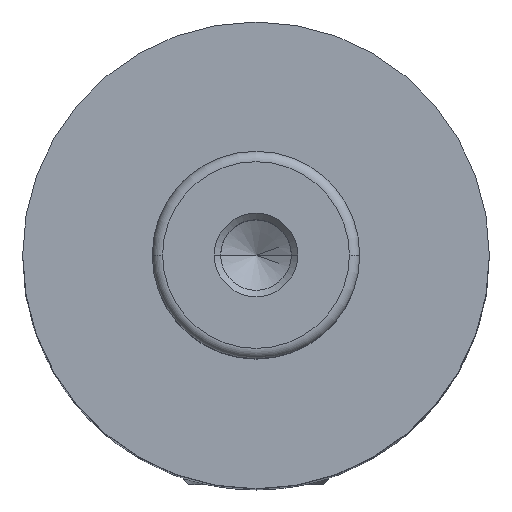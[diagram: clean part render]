
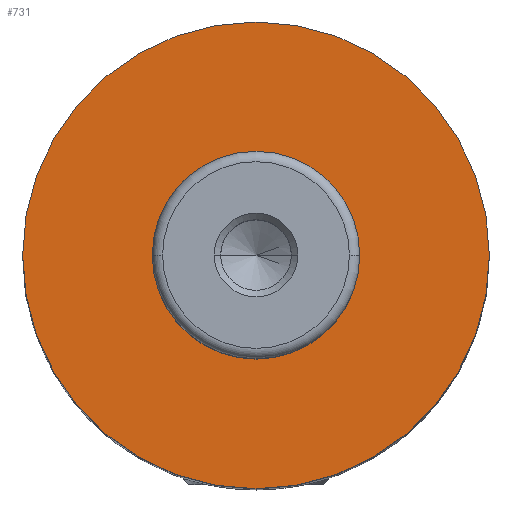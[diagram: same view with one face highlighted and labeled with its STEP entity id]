
A CAD part, top view. The second image highlights one B-rep face of the part: STEP entity #731.
In plain terms, the highlighted planar face has unit normal (0, 0, 1).
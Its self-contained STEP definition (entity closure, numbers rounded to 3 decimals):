
#37 = DIRECTION ( 'NONE',  ( 0., 0., 1. ) ) ;
#40 = AXIS2_PLACEMENT_3D ( 'NONE', #1107, #332, #1232 ) ;
#50 = EDGE_CURVE ( 'NONE', #958, #564, #1478, .T. ) ;
#53 = CARTESIAN_POINT ( 'NONE',  ( -22.5, 0., 67. ) ) ;
#55 = ORIENTED_EDGE ( 'NONE', *, *, #594, .T. ) ;
#112 = AXIS2_PLACEMENT_3D ( 'NONE', #680, #37, #945 ) ;
#141 = DIRECTION ( 'NONE',  ( 0., 0., -1. ) ) ;
#227 = EDGE_LOOP ( 'NONE', ( #55, #676 ) ) ;
#314 = AXIS2_PLACEMENT_3D ( 'NONE', #578, #1479, #709 ) ;
#324 = CIRCLE ( 'NONE', #664, 10. ) ;
#332 = DIRECTION ( 'NONE',  ( 0., 0., -1. ) ) ;
#352 = VERTEX_POINT ( 'NONE', #902 ) ;
#452 = AXIS2_PLACEMENT_3D ( 'NONE', #1284, #509, #1421 ) ;
#509 = DIRECTION ( 'NONE',  ( 0., 0., -1. ) ) ;
#564 = VERTEX_POINT ( 'NONE', #53 ) ;
#578 = CARTESIAN_POINT ( 'NONE',  ( 0., 0., 67. ) ) ;
#594 = EDGE_CURVE ( 'NONE', #1190, #352, #324, .T. ) ;
#664 = AXIS2_PLACEMENT_3D ( 'NONE', #919, #141, #1050 ) ;
#676 = ORIENTED_EDGE ( 'NONE', *, *, #1547, .T. ) ;
#680 = CARTESIAN_POINT ( 'NONE',  ( -10., 0., 67. ) ) ;
#709 = DIRECTION ( 'NONE',  ( -1., 0., 0. ) ) ;
#731 = ADVANCED_FACE ( 'NONE', ( #1527, #1193 ), #801, .T. ) ;
#801 = PLANE ( 'NONE',  #112 ) ;
#902 = CARTESIAN_POINT ( 'NONE',  ( 10., 0., 67. ) ) ;
#919 = CARTESIAN_POINT ( 'NONE',  ( 0., 0., 67. ) ) ;
#945 = DIRECTION ( 'NONE',  ( 1., 0., 0. ) ) ;
#958 = VERTEX_POINT ( 'NONE', #1091 ) ;
#1028 = EDGE_LOOP ( 'NONE', ( #1475, #1633 ) ) ;
#1050 = DIRECTION ( 'NONE',  ( -1., 0., 0. ) ) ;
#1056 = CARTESIAN_POINT ( 'NONE',  ( -10., 0., 67. ) ) ;
#1091 = CARTESIAN_POINT ( 'NONE',  ( 22.5, 0., 67. ) ) ;
#1107 = CARTESIAN_POINT ( 'NONE',  ( 0., 0., 67. ) ) ;
#1190 = VERTEX_POINT ( 'NONE', #1056 ) ;
#1193 = FACE_OUTER_BOUND ( 'NONE', #1028, .T. ) ;
#1232 = DIRECTION ( 'NONE',  ( -1., 0., 0. ) ) ;
#1255 = EDGE_CURVE ( 'NONE', #564, #958, #1272, .T. ) ;
#1272 = CIRCLE ( 'NONE', #314, 22.5 ) ;
#1284 = CARTESIAN_POINT ( 'NONE',  ( 0., 0., 67. ) ) ;
#1421 = DIRECTION ( 'NONE',  ( -1., 0., 0. ) ) ;
#1475 = ORIENTED_EDGE ( 'NONE', *, *, #1255, .F. ) ;
#1478 = CIRCLE ( 'NONE', #40, 22.5 ) ;
#1479 = DIRECTION ( 'NONE',  ( 0., 0., -1. ) ) ;
#1527 = FACE_BOUND ( 'NONE', #227, .T. ) ;
#1547 = EDGE_CURVE ( 'NONE', #352, #1190, #1654, .T. ) ;
#1633 = ORIENTED_EDGE ( 'NONE', *, *, #50, .F. ) ;
#1654 = CIRCLE ( 'NONE', #452, 10. ) ;
